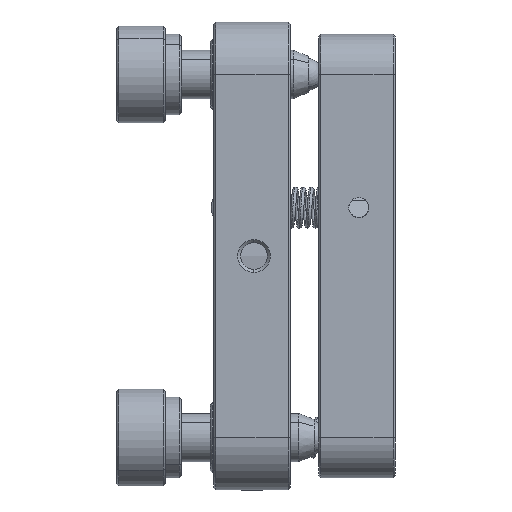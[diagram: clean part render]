
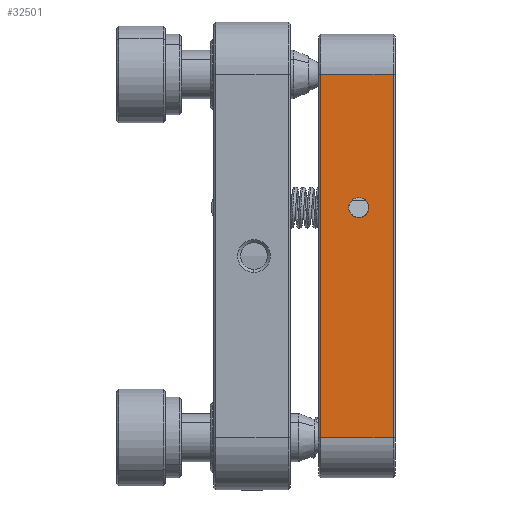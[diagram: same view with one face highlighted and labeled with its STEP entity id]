
A CAD part, front view. The second image highlights one B-rep face of the part: STEP entity #32501.
In plain terms, the highlighted planar face has unit normal (0, -1, 0).
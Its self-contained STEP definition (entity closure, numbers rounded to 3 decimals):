
#152 = ORIENTED_EDGE ( 'NONE', *, *, #15594, .F. ) ;
#265 = VERTEX_POINT ( 'NONE', #30852 ) ;
#446 = VERTEX_POINT ( 'NONE', #31966 ) ;
#2067 = VERTEX_POINT ( 'NONE', #20430 ) ;
#2919 = LINE ( 'NONE', #25210, #31038 ) ;
#3683 = ORIENTED_EDGE ( 'NONE', *, *, #29930, .T. ) ;
#3844 = CIRCLE ( 'NONE', #3918, 1.25 ) ;
#3918 = AXIS2_PLACEMENT_3D ( 'NONE', #16782, #17134, #28213 ) ;
#5602 = ORIENTED_EDGE ( 'NONE', *, *, #23515, .F. ) ;
#5785 = CARTESIAN_POINT ( 'NONE',  ( -4.831, -35.732, 82.5 ) ) ;
#6016 = VECTOR ( 'NONE', #30950, 1000. ) ;
#6426 = VERTEX_POINT ( 'NONE', #26820 ) ;
#6613 = EDGE_LOOP ( 'NONE', ( #3683, #16552, #26222, #10847 ) ) ;
#7578 = EDGE_CURVE ( 'NONE', #265, #25966, #25761, .T. ) ;
#7602 = CARTESIAN_POINT ( 'NONE',  ( 4.169, -35.732, 77.5 ) ) ;
#7850 = DIRECTION ( 'NONE',  ( 0., 0., 1. ) ) ;
#9329 = AXIS2_PLACEMENT_3D ( 'NONE', #10298, #18128, #18592 ) ;
#9656 = AXIS2_PLACEMENT_3D ( 'NONE', #30381, #10494, #13296 ) ;
#10298 = CARTESIAN_POINT ( 'NONE',  ( 4.419, -35.732, 82.5 ) ) ;
#10494 = DIRECTION ( 'NONE',  ( 0., -1., 0. ) ) ;
#10847 = ORIENTED_EDGE ( 'NONE', *, *, #18187, .T. ) ;
#11532 = EDGE_CURVE ( 'NONE', #25966, #446, #2919, .T. ) ;
#12961 = VERTEX_POINT ( 'NONE', #18702 ) ;
#13005 = CARTESIAN_POINT ( 'NONE',  ( 4.419, -35.732, 77.5 ) ) ;
#13296 = DIRECTION ( 'NONE',  ( 0., 0., -1. ) ) ;
#14127 = EDGE_LOOP ( 'NONE', ( #152, #5602 ) ) ;
#15594 = EDGE_CURVE ( 'NONE', #2067, #6426, #23811, .T. ) ;
#16552 = ORIENTED_EDGE ( 'NONE', *, *, #7578, .T. ) ;
#16782 = CARTESIAN_POINT ( 'NONE',  ( -0.081, -35.732, 61.002 ) ) ;
#17134 = DIRECTION ( 'NONE',  ( 0., -1., 0. ) ) ;
#18128 = DIRECTION ( 'NONE',  ( 0., 1., 0. ) ) ;
#18187 = EDGE_CURVE ( 'NONE', #446, #12961, #19265, .T. ) ;
#18592 = DIRECTION ( 'NONE',  ( 0., 0., 1. ) ) ;
#18702 = CARTESIAN_POINT ( 'NONE',  ( 4.169, -35.732, 77.5 ) ) ;
#19265 = LINE ( 'NONE', #7602, #33407 ) ;
#20430 = CARTESIAN_POINT ( 'NONE',  ( -0.081, -35.732, 59.752 ) ) ;
#22656 = DIRECTION ( 'NONE',  ( 1., 0., 0. ) ) ;
#23515 = EDGE_CURVE ( 'NONE', #6426, #2067, #3844, .T. ) ;
#23811 = CIRCLE ( 'NONE', #9656, 1.25 ) ;
#25210 = CARTESIAN_POINT ( 'NONE',  ( 4.419, -35.732, 32.5 ) ) ;
#25761 = LINE ( 'NONE', #5785, #6016 ) ;
#25966 = VERTEX_POINT ( 'NONE', #29259 ) ;
#26222 = ORIENTED_EDGE ( 'NONE', *, *, #11532, .T. ) ;
#26820 = CARTESIAN_POINT ( 'NONE',  ( -0.081, -35.732, 62.252 ) ) ;
#27476 = VECTOR ( 'NONE', #35527, 1000. ) ;
#27523 = FACE_BOUND ( 'NONE', #14127, .T. ) ;
#28213 = DIRECTION ( 'NONE',  ( 0., 0., -1. ) ) ;
#28805 = LINE ( 'NONE', #13005, #27476 ) ;
#29259 = CARTESIAN_POINT ( 'NONE',  ( -4.831, -35.732, 32.5 ) ) ;
#29709 = FACE_OUTER_BOUND ( 'NONE', #6613, .T. ) ;
#29930 = EDGE_CURVE ( 'NONE', #12961, #265, #28805, .T. ) ;
#30381 = CARTESIAN_POINT ( 'NONE',  ( -0.081, -35.732, 61.002 ) ) ;
#30852 = CARTESIAN_POINT ( 'NONE',  ( -4.831, -35.732, 77.5 ) ) ;
#30950 = DIRECTION ( 'NONE',  ( 0., 0., -1. ) ) ;
#31038 = VECTOR ( 'NONE', #22656, 1000. ) ;
#31966 = CARTESIAN_POINT ( 'NONE',  ( 4.169, -35.732, 32.5 ) ) ;
#32501 = ADVANCED_FACE ( 'NONE', ( #27523, #29709 ), #34531, .F. ) ;
#33407 = VECTOR ( 'NONE', #7850, 1000. ) ;
#34531 = PLANE ( 'NONE',  #9329 ) ;
#35527 = DIRECTION ( 'NONE',  ( -1., 0., 0. ) ) ;
